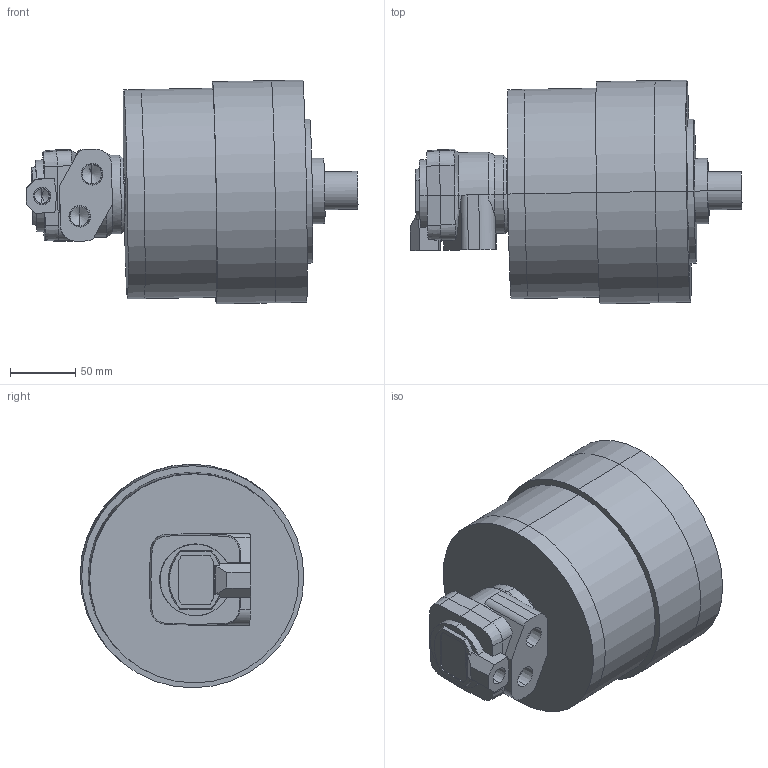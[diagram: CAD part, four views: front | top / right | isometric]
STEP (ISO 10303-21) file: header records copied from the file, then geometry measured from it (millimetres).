
FILE_DESCRIPTION (( 'STEP AP203' ), '1' );
FILE_NAME ('RD-120N²Õ¦X¥ó.STEP', '2016-09-09T07:04:33', ( 'test' ), ( '' ), 'SwSTEP 2.0', 'SolidWorks 2016', '' );
FILE_SCHEMA (( 'CONFIG_CONTROL_DESIGN' ));
Length unit declared in the file: millimetre
Products named in the file (8): RD-120N閥軸; RD-120N組合件; RD-120缸體; RD-120缸蓋; RD-120長活塞; RK-100閥體; RD-120活塞; RK-100閥蓋
Assembly tree (7 placements, depth 2):
  RD-120N組合件
    RK-100閥體
    RK-100閥蓋
    RD-120N閥軸
    RD-120缸體
    RD-120缸蓋
    RD-120長活塞
    RD-120活塞
Bounding box: 253.99 x 171.12 x 171.18 mm (x, y, z)
Volume: 2784165.4 mm3; surface area: 389244.5 mm2
Topology: 7 solids, 7 shells, 198 faces, 471 edges, 301 vertices
Faces by surface type: cylinder 83, plane 78, cone 31, bspline 4, torus 2
Entity records: 6914 total; most frequent: CARTESIAN_POINT 1365, DIRECTION 1047, ORIENTED_EDGE 926, EDGE_CURVE 463, AXIS2_PLACEMENT_3D 407, VERTEX_POINT 301, EDGE_LOOP 240, LINE 233
